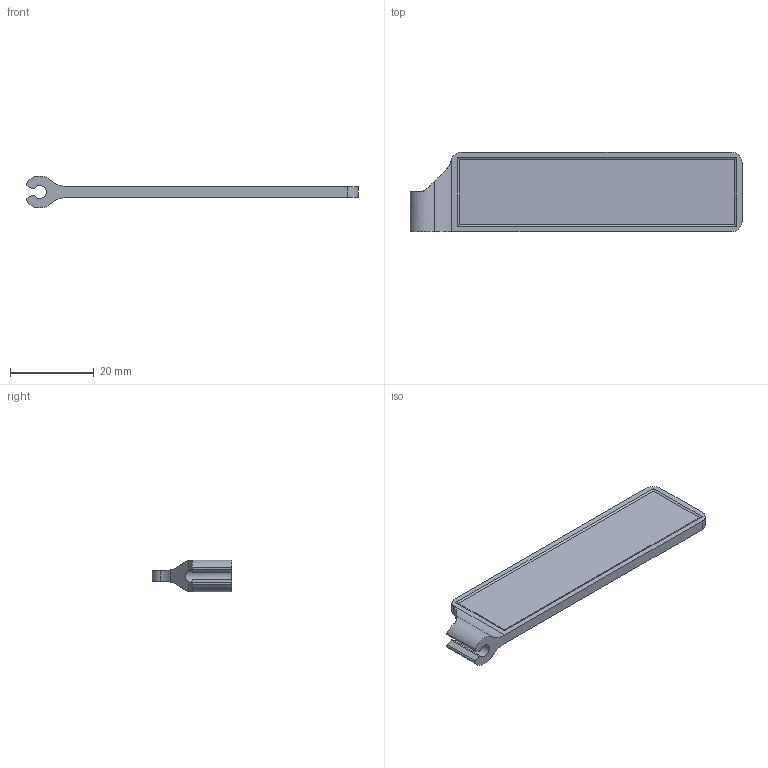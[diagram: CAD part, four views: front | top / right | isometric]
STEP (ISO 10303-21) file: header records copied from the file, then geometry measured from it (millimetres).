
FILE_DESCRIPTION((''),'2;1');
FILE_NAME('BLANKETHANGERINLINECUT','2025-07-02T09:19:21',('N81573'),(''),'CREO PARAMETRIC BY PTC INC, 2022164','CREO PARAMETRIC BY PTC INC, 2022164','');
FILE_SCHEMA(('CONFIG_CONTROL_DESIGN'));
Length unit declared in the file: inch
Products named in the file (1): BLANKETHANGERINLINECUT
Bounding box: 79.51 x 19.05 x 7.62 mm (x, y, z)
Volume: 3298 mm3; surface area: 3551 mm2
Topology: 1 solids, 1 shells, 35 faces, 93 edges, 62 vertices
Faces by surface type: plane 20, cylinder 15
Entity records: 1169 total; most frequent: CARTESIAN_POINT 255, ORIENTED_EDGE 186, DIRECTION 173, EDGE_CURVE 93, VERTEX_POINT 62, AXIS2_PLACEMENT_3D 58, VECTOR 57, LINE 57
